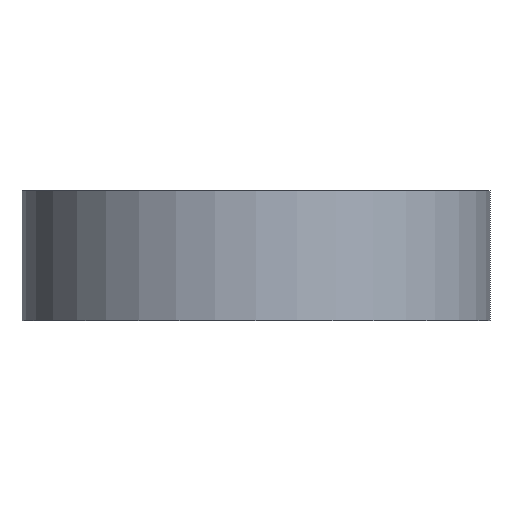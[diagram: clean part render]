
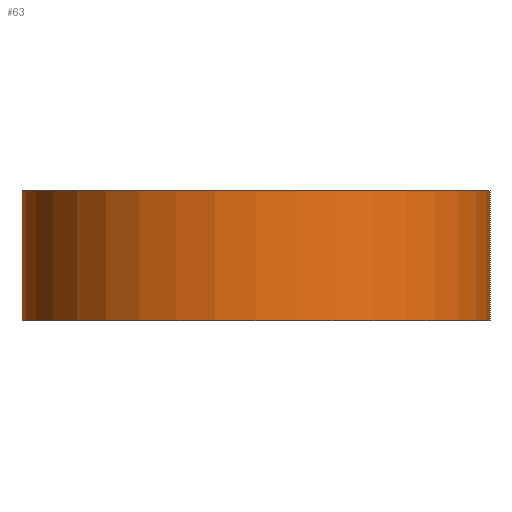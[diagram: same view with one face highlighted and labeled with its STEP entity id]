
A CAD part, front view. The second image highlights one B-rep face of the part: STEP entity #63.
In plain terms, the highlighted cylindrical face has radius 90 mm (diameter 180 mm), a partial arc.
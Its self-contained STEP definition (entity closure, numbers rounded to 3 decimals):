
#19=CYLINDRICAL_SURFACE('',#1824,90.);
#63=ADVANCED_FACE('',(#147),#19,.T.);
#147=FACE_OUTER_BOUND('',#267,.F.);
#267=EDGE_LOOP('',(#513,#514,#515,#516));
#513=ORIENTED_EDGE('',*,*,#1055,.T.);
#514=ORIENTED_EDGE('',*,*,#1139,.F.);
#515=ORIENTED_EDGE('',*,*,#1137,.T.);
#516=ORIENTED_EDGE('',*,*,#1140,.T.);
#931=CIRCLE('',#1778,90.);
#973=CIRCLE('',#1820,90.);
#1055=EDGE_CURVE('',#1628,#1627,#931,.T.);
#1137=EDGE_CURVE('',#1546,#1545,#973,.T.);
#1139=EDGE_CURVE('',#1546,#1627,#1301,.T.);
#1140=EDGE_CURVE('',#1545,#1628,#1302,.T.);
#1301=LINE('',#2744,#1463);
#1302=LINE('',#2745,#1464);
#1463=VECTOR('',#2160,50.);
#1464=VECTOR('',#2161,50.);
#1545=VERTEX_POINT('',#2416);
#1546=VERTEX_POINT('',#2417);
#1627=VERTEX_POINT('',#2498);
#1628=VERTEX_POINT('',#2499);
#1778=AXIS2_PLACEMENT_3D('',#2660,#2032,#2033);
#1820=AXIS2_PLACEMENT_3D('',#2742,#2156,#2157);
#1824=AXIS2_PLACEMENT_3D('',#2828,#2246,#2247);
#2032=DIRECTION('',(0.,0.,1.));
#2033=DIRECTION('',(-1.,0.,0.));
#2156=DIRECTION('',(0.,0.,-1.));
#2157=DIRECTION('',(1.,0.,0.));
#2160=DIRECTION('',(0.,0.,1.));
#2161=DIRECTION('',(0.,0.,1.));
#2246=DIRECTION('',(0.,0.,1.));
#2247=DIRECTION('',(-1.,0.,0.));
#2416=CARTESIAN_POINT('',(-180.,0.,0.));
#2417=CARTESIAN_POINT('',(0.,0.,0.));
#2498=CARTESIAN_POINT('',(0.,0.,50.));
#2499=CARTESIAN_POINT('',(-180.,0.,50.));
#2660=CARTESIAN_POINT('',(-90.,0.,50.));
#2742=CARTESIAN_POINT('',(-90.,0.,0.));
#2744=CARTESIAN_POINT('',(0.,0.,0.));
#2745=CARTESIAN_POINT('',(-180.,0.,0.));
#2828=CARTESIAN_POINT('',(-90.,0.,0.));
